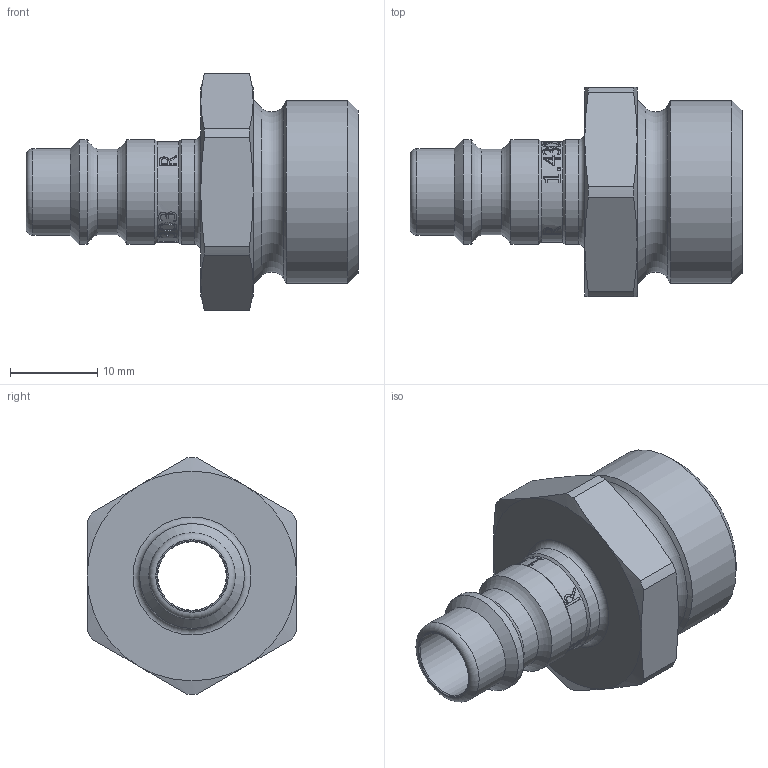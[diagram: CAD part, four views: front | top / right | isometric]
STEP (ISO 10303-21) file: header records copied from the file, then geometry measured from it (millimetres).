
FILE_DESCRIPTION((''),'2;1');
FILE_NAME('25sfaw21rxx.stp','2013-03-11T08:01:44',('IA176480'),(''),'Autodesk Inventor 2011','Autodesk Inventor 2011','');
FILE_SCHEMA(('AUTOMOTIVE_DESIGN { 1 0 10303 214 1 1 1 1 }'));
Length unit declared in the file: millimetre
Products named in the file (1): D104286
Bounding box: 38 x 24 x 27.05 mm (x, y, z)
Volume: 6322.9 mm3; surface area: 3783.7 mm2
Topology: 1 solids, 1 shells, 295 faces, 786 edges, 514 vertices
Faces by surface type: bspline 128, plane 109, cylinder 33, cone 20, torus 5
Full cylindrical faces by diameter (mm): 7.85 x1, 9.75 x1, 9.9 x1, 11.5 x1, 12 x3, 20.955 x1
Entity records: 43138 total; most frequent: CARTESIAN_POINT 36876, ORIENTED_EDGE 1530, DIRECTION 833, EDGE_CURVE 765, VERTEX_POINT 514, B_SPLINE_CURVE_WITH_KNOTS 349, EDGE_LOOP 339, FACE_OUTER_BOUND 295
